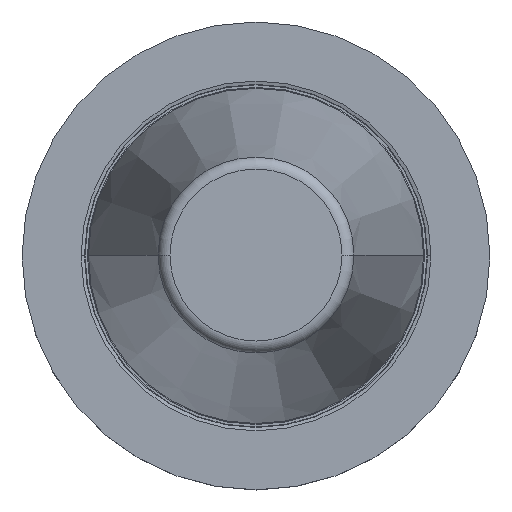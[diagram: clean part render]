
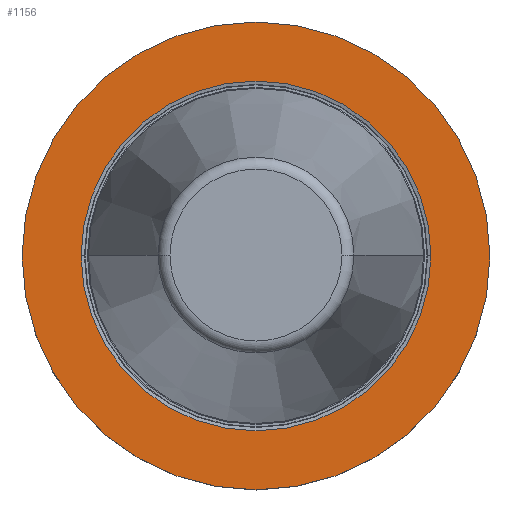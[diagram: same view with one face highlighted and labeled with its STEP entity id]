
A CAD part, top view. The second image highlights one B-rep face of the part: STEP entity #1156.
In plain terms, the highlighted planar face has unit normal (0, 0, 1).
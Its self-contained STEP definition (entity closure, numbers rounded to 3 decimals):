
#113=CARTESIAN_POINT('',(0.,0.,-3.2));
#114=DIRECTION('',(0.,0.,1.));
#115=DIRECTION('',(1.,0.,0.));
#116=AXIS2_PLACEMENT_3D('',#113,#114,#115);
#121=CARTESIAN_POINT('',(0.,0.,-3.2));
#122=DIRECTION('',(0.,0.,-1.));
#123=DIRECTION('',(1.,0.,0.));
#124=AXIS2_PLACEMENT_3D('',#121,#122,#123);
#129=CARTESIAN_POINT('',(0.,0.,-3.2));
#130=DIRECTION('',(0.,0.,1.));
#131=DIRECTION('',(1.,0.,0.));
#132=AXIS2_PLACEMENT_3D('',#129,#130,#131);
#137=CARTESIAN_POINT('',(0.,0.,-3.2));
#138=DIRECTION('',(0.,0.,1.));
#139=DIRECTION('',(-1.,0.,0.));
#140=AXIS2_PLACEMENT_3D('',#137,#138,#139);
#969=CARTESIAN_POINT('',(48.75,0.,-3.2));
#970=CARTESIAN_POINT('',(-48.75,0.,-3.2));
#971=VERTEX_POINT('',#969);
#972=VERTEX_POINT('',#970);
#1035=CARTESIAN_POINT('',(36.446,0.,-3.2));
#1036=VERTEX_POINT('',#1035);
#1039=CARTESIAN_POINT('',(-36.446,0.,-3.2));
#1040=VERTEX_POINT('',#1039);
#1141=CARTESIAN_POINT('',(0.,0.,-3.2));
#1142=DIRECTION('',(0.,0.,-1.));
#1143=DIRECTION('',(-1.,0.,0.));
#1144=AXIS2_PLACEMENT_3D('',#1141,#1142,#1143);
#1145=PLANE('',#1144);
#1146=ORIENTED_EDGE('',*,*,#1121,.F.);
#1147=ORIENTED_EDGE('',*,*,#1062,.T.);
#1148=EDGE_LOOP('',(#1146,#1147));
#1149=FACE_OUTER_BOUND('',#1148,.F.);
#1151=ORIENTED_EDGE('',*,*,#1150,.T.);
#1153=ORIENTED_EDGE('',*,*,#1152,.T.);
#1154=EDGE_LOOP('',(#1151,#1153));
#1155=FACE_BOUND('',#1154,.F.);
#117=CIRCLE('',#116,48.75);
#125=CIRCLE('',#124,48.75);
#133=CIRCLE('',#132,36.446);
#141=CIRCLE('',#140,36.446);
#1062=EDGE_CURVE('',#971,#972,#125,.T.);
#1121=EDGE_CURVE('',#971,#972,#117,.T.);
#1150=EDGE_CURVE('',#1036,#1040,#133,.T.);
#1152=EDGE_CURVE('',#1040,#1036,#141,.T.);
#1156=ADVANCED_FACE('',(#1149,#1155),#1145,.F.);
